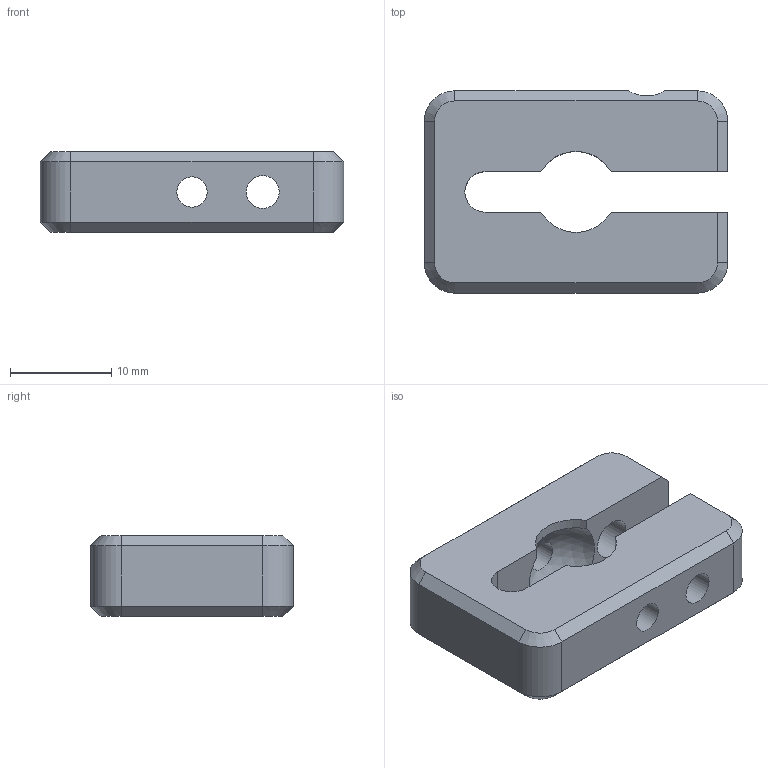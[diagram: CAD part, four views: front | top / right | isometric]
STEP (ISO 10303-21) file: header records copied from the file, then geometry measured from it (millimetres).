
FILE_DESCRIPTION(('STEP AP242'), '1');
FILE_NAME('LV', '', ('UNSPECIFIED'), ('UNSPECIFIED'), 'C3D Converter', 'C3D Toolkit', '');
FILE_SCHEMA(('AP242_MANAGED_MODEL_BASED_3D_ENGINEERING_MIM_LF { 1 0 10303 442 1 1 4 }'));
Length unit declared in the file: millimetre
Bounding box: 30 x 20 x 8 mm (x, y, z)
Volume: 3252.7 mm3; surface area: 2274.8 mm2
Topology: 1 solids, 1 shells, 47 faces, 119 edges, 74 vertices
Faces by surface type: plane 23, cylinder 14, cone 8, sphere 2
Full cylindrical faces by diameter (mm): 3 x2, 3.242 x1, 4 x1, 7 x1
Entity records: 1809 total; most frequent: DIRECTION 250, CARTESIAN_POINT 242, ORIENTED_EDGE 228, EDGE_CURVE 114, AXIS2_PLACEMENT_3D 90, VERTEX_POINT 74, LINE 70, VECTOR 70
